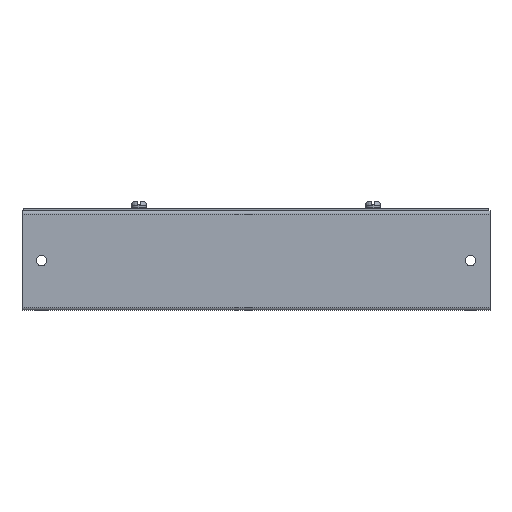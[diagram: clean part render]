
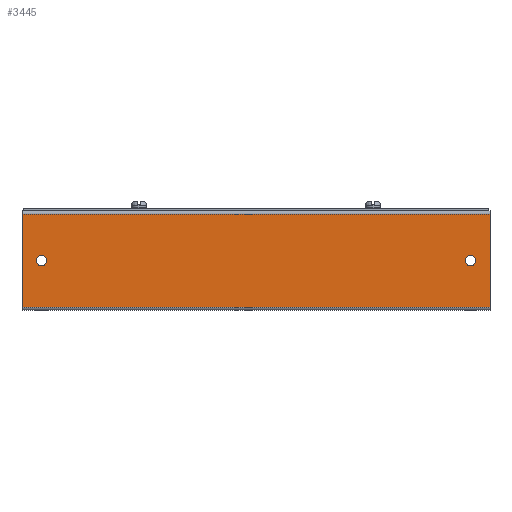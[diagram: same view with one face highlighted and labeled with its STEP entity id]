
A CAD part, left-side view. The second image highlights one B-rep face of the part: STEP entity #3445.
In plain terms, the highlighted planar face has unit normal (-1, 0, 0).
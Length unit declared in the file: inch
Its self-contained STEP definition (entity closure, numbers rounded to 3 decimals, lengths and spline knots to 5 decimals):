
#51 = VECTOR ( 'NONE', #1355, 39.37008 ) ;
#182 = CARTESIAN_POINT ( 'NONE',  ( -1.307, -5.5, 1.1455 ) ) ;
#259 = ORIENTED_EDGE ( 'NONE', *, *, #849, .T. ) ;
#403 = CIRCLE ( 'NONE', #5468, 0.133 ) ;
#773 = DIRECTION ( 'NONE',  ( 1., 0., 0. ) ) ;
#796 = EDGE_LOOP ( 'NONE', ( #1219, #4721 ) ) ;
#849 = EDGE_CURVE ( 'NONE', #2926, #1353, #1544, .T. ) ;
#955 = LINE ( 'NONE', #3713, #51 ) ;
#994 = CARTESIAN_POINT ( 'NONE',  ( -1.307, -6., 0.086 ) ) ;
#1036 = DIRECTION ( 'NONE',  ( 0., 0., 1. ) ) ;
#1070 = CARTESIAN_POINT ( 'NONE',  ( -1.307, -5.5, 1.2785 ) ) ;
#1077 = CARTESIAN_POINT ( 'NONE',  ( -1.307, -6., 0.086 ) ) ;
#1198 = EDGE_CURVE ( 'NONE', #2926, #4697, #4452, .T. ) ;
#1219 = ORIENTED_EDGE ( 'NONE', *, *, #4335, .T. ) ;
#1299 = CARTESIAN_POINT ( 'NONE',  ( -1.307, 5.5, 1.2785 ) ) ;
#1341 = FACE_BOUND ( 'NONE', #3338, .T. ) ;
#1349 = CIRCLE ( 'NONE', #4824, 0.133 ) ;
#1353 = VERTEX_POINT ( 'NONE', #5253 ) ;
#1355 = DIRECTION ( 'NONE',  ( 0., 1., 0. ) ) ;
#1356 = ORIENTED_EDGE ( 'NONE', *, *, #5778, .T. ) ;
#1375 = CARTESIAN_POINT ( 'NONE',  ( -1.307, 6., 0.057 ) ) ;
#1409 = ORIENTED_EDGE ( 'NONE', *, *, #1198, .F. ) ;
#1484 = VERTEX_POINT ( 'NONE', #4316 ) ;
#1485 = CARTESIAN_POINT ( 'NONE',  ( -1.307, 5.5, 1.1455 ) ) ;
#1544 = LINE ( 'NONE', #4866, #3983 ) ;
#1578 = ORIENTED_EDGE ( 'NONE', *, *, #4717, .T. ) ;
#1684 = DIRECTION ( 'NONE',  ( 0., 0., 1. ) ) ;
#1740 = CARTESIAN_POINT ( 'NONE',  ( -1.307, 6., 0.086 ) ) ;
#1842 = CARTESIAN_POINT ( 'NONE',  ( -1.307, 6., 2.471 ) ) ;
#2029 = DIRECTION ( 'NONE',  ( 1., 0., 0. ) ) ;
#2038 = DIRECTION ( 'NONE',  ( 1., 0., 0. ) ) ;
#2108 = DIRECTION ( 'NONE',  ( 0., 0., 1. ) ) ;
#2150 = EDGE_CURVE ( 'NONE', #3956, #1484, #403, .T. ) ;
#2224 = ORIENTED_EDGE ( 'NONE', *, *, #5647, .T. ) ;
#2373 = LINE ( 'NONE', #1375, #5603 ) ;
#2478 = EDGE_LOOP ( 'NONE', ( #1356, #1409, #259, #2224 ) ) ;
#2523 = DIRECTION ( 'NONE',  ( -1., 0., 0. ) ) ;
#2926 = VERTEX_POINT ( 'NONE', #994 ) ;
#2991 = CARTESIAN_POINT ( 'NONE',  ( -1.307, -5.5, 1.4115 ) ) ;
#3237 = DIRECTION ( 'NONE',  ( 0., 0., -1. ) ) ;
#3338 = EDGE_LOOP ( 'NONE', ( #5609, #1578 ) ) ;
#3445 = ADVANCED_FACE ( 'NONE', ( #5601, #1341, #5855 ), #4408, .T. ) ;
#3713 = CARTESIAN_POINT ( 'NONE',  ( -1.307, 6., 2.471 ) ) ;
#3850 = CARTESIAN_POINT ( 'NONE',  ( -1.307, 6., 0.047 ) ) ;
#3933 = CIRCLE ( 'NONE', #4527, 0.133 ) ;
#3956 = VERTEX_POINT ( 'NONE', #1485 ) ;
#3983 = VECTOR ( 'NONE', #2108, 39.37008 ) ;
#4046 = DIRECTION ( 'NONE',  ( 0., 1., 0. ) ) ;
#4226 = VERTEX_POINT ( 'NONE', #1842 ) ;
#4237 = AXIS2_PLACEMENT_3D ( 'NONE', #3850, #2523, #1036 ) ;
#4316 = CARTESIAN_POINT ( 'NONE',  ( -1.307, 5.5, 1.4115 ) ) ;
#4318 = VERTEX_POINT ( 'NONE', #182 ) ;
#4335 = EDGE_CURVE ( 'NONE', #1484, #3956, #5927, .T. ) ;
#4408 = PLANE ( 'NONE',  #4237 ) ;
#4452 = LINE ( 'NONE', #1077, #4548 ) ;
#4482 = CARTESIAN_POINT ( 'NONE',  ( -1.307, 5.5, 1.2785 ) ) ;
#4527 = AXIS2_PLACEMENT_3D ( 'NONE', #5541, #5006, #1684 ) ;
#4548 = VECTOR ( 'NONE', #4046, 39.37008 ) ;
#4613 = EDGE_CURVE ( 'NONE', #4644, #4318, #1349, .T. ) ;
#4621 = AXIS2_PLACEMENT_3D ( 'NONE', #4482, #2038, #4861 ) ;
#4644 = VERTEX_POINT ( 'NONE', #2991 ) ;
#4697 = VERTEX_POINT ( 'NONE', #1740 ) ;
#4717 = EDGE_CURVE ( 'NONE', #4318, #4644, #3933, .T. ) ;
#4721 = ORIENTED_EDGE ( 'NONE', *, *, #2150, .T. ) ;
#4824 = AXIS2_PLACEMENT_3D ( 'NONE', #1070, #2029, #5823 ) ;
#4861 = DIRECTION ( 'NONE',  ( 0., 0., 1. ) ) ;
#4866 = CARTESIAN_POINT ( 'NONE',  ( -1.307, -6., 0.057 ) ) ;
#5006 = DIRECTION ( 'NONE',  ( 1., 0., 0. ) ) ;
#5253 = CARTESIAN_POINT ( 'NONE',  ( -1.307, -6., 2.471 ) ) ;
#5468 = AXIS2_PLACEMENT_3D ( 'NONE', #1299, #773, #5472 ) ;
#5472 = DIRECTION ( 'NONE',  ( 0., 0., 1. ) ) ;
#5541 = CARTESIAN_POINT ( 'NONE',  ( -1.307, -5.5, 1.2785 ) ) ;
#5601 = FACE_OUTER_BOUND ( 'NONE', #2478, .T. ) ;
#5603 = VECTOR ( 'NONE', #3237, 39.37008 ) ;
#5609 = ORIENTED_EDGE ( 'NONE', *, *, #4613, .T. ) ;
#5647 = EDGE_CURVE ( 'NONE', #1353, #4226, #955, .T. ) ;
#5778 = EDGE_CURVE ( 'NONE', #4226, #4697, #2373, .T. ) ;
#5823 = DIRECTION ( 'NONE',  ( 0., 0., 1. ) ) ;
#5855 = FACE_BOUND ( 'NONE', #796, .T. ) ;
#5927 = CIRCLE ( 'NONE', #4621, 0.133 ) ;
